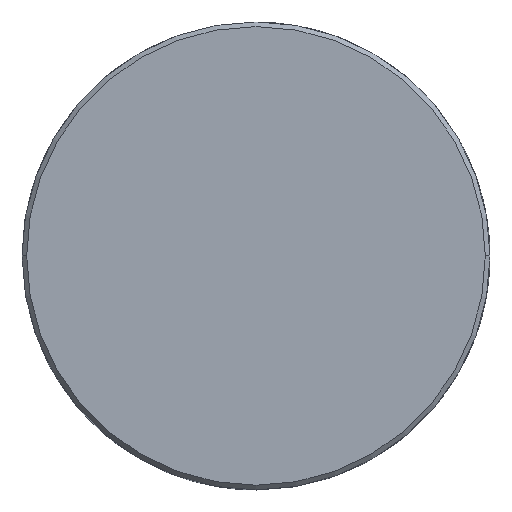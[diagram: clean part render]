
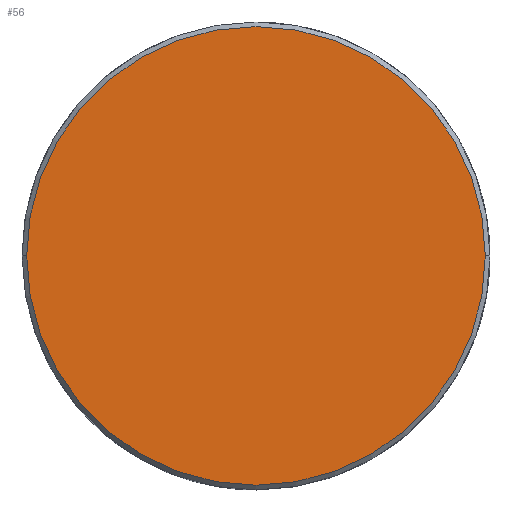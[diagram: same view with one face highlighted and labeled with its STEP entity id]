
A CAD part, top view. The second image highlights one B-rep face of the part: STEP entity #56.
In plain terms, the highlighted planar face has unit normal (0, 0, 1).
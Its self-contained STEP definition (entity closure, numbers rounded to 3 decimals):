
#50 = ORIENTED_EDGE ( 'NONE', *, *, #251, .T. ) ;
#56 = ADVANCED_FACE ( 'NONE', ( #580 ), #574, .T. ) ;
#58 = ORIENTED_EDGE ( 'NONE', *, *, #60, .T. ) ;
#60 = EDGE_CURVE ( 'NONE', #329, #330, #571, .T. ) ;
#72 = EDGE_LOOP ( 'NONE', ( #58, #50 ) ) ;
#251 = EDGE_CURVE ( 'NONE', #330, #329, #1070, .T. ) ;
#329 = VERTEX_POINT ( 'NONE', #1302 ) ;
#330 = VERTEX_POINT ( 'NONE', #1235 ) ;
#571 = CIRCLE ( 'NONE', #575, 12.45 ) ;
#572 = CARTESIAN_POINT ( 'NONE',  ( 0., 0., 2.5 ) ) ;
#573 = AXIS2_PLACEMENT_3D ( 'NONE', #572, #703, #702 ) ;
#574 = PLANE ( 'NONE',  #573 ) ;
#575 = AXIS2_PLACEMENT_3D ( 'NONE', #701, #700, #699 ) ;
#580 = FACE_OUTER_BOUND ( 'NONE', #72, .T. ) ;
#699 = DIRECTION ( 'NONE',  ( 1., 0., 0. ) ) ;
#700 = DIRECTION ( 'NONE',  ( 0., 0., 1. ) ) ;
#701 = CARTESIAN_POINT ( 'NONE',  ( 0., 0., 2.5 ) ) ;
#702 = DIRECTION ( 'NONE',  ( 1., 0., 0. ) ) ;
#703 = DIRECTION ( 'NONE',  ( 0., 0., 1. ) ) ;
#1070 = CIRCLE ( 'NONE', #1074, 12.45 ) ;
#1074 = AXIS2_PLACEMENT_3D ( 'NONE', #1112, #1106, #1105 ) ;
#1105 = DIRECTION ( 'NONE',  ( 1., 0., 0. ) ) ;
#1106 = DIRECTION ( 'NONE',  ( 0., 0., 1. ) ) ;
#1112 = CARTESIAN_POINT ( 'NONE',  ( 0., 0., 2.5 ) ) ;
#1235 = CARTESIAN_POINT ( 'NONE',  ( 12.45, 0., 2.5 ) ) ;
#1302 = CARTESIAN_POINT ( 'NONE',  ( -12.45, 0., 2.5 ) ) ;
